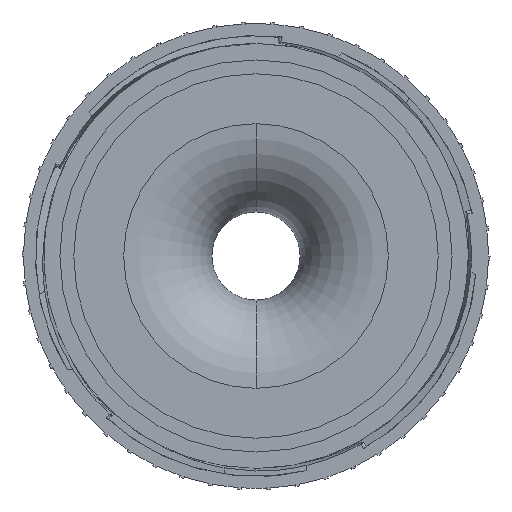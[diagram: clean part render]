
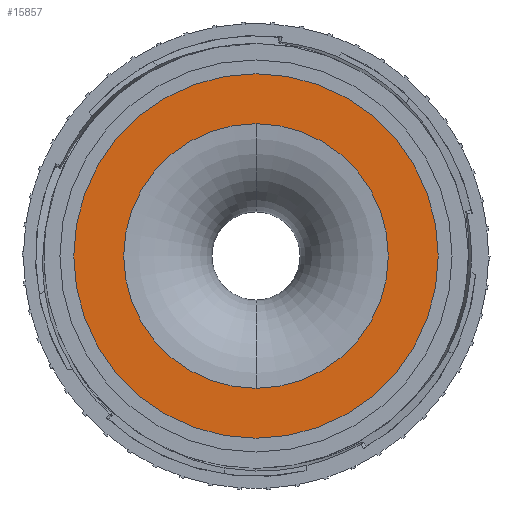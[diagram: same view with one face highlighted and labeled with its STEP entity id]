
A CAD part, front view. The second image highlights one B-rep face of the part: STEP entity #15857.
In plain terms, the highlighted planar face has unit normal (0, -1, 0).
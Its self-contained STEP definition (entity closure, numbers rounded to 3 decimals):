
#324 = VERTEX_POINT ( 'NONE', #5205 ) ;
#572 = AXIS2_PLACEMENT_3D ( 'NONE', #8182, #8239, #9673 ) ;
#607 = AXIS2_PLACEMENT_3D ( 'NONE', #7364, #2210, #7262 ) ;
#766 = AXIS2_PLACEMENT_3D ( 'NONE', #10977, #12220, #15905 ) ;
#1347 = EDGE_CURVE ( 'NONE', #324, #13377, #9859, .T. ) ;
#1537 = FACE_BOUND ( 'NONE', #9777, .T. ) ;
#1771 = EDGE_LOOP ( 'NONE', ( #13150, #6546 ) ) ;
#2210 = DIRECTION ( 'NONE',  ( 0., -1., 0. ) ) ;
#2707 = FACE_OUTER_BOUND ( 'NONE', #1771, .T. ) ;
#3006 = CIRCLE ( 'NONE', #13293, 22.5 ) ;
#4714 = ORIENTED_EDGE ( 'NONE', *, *, #15909, .T. ) ;
#5205 = CARTESIAN_POINT ( 'NONE',  ( 0., 12.3, 31. ) ) ;
#5332 = ORIENTED_EDGE ( 'NONE', *, *, #11032, .T. ) ;
#5848 = CARTESIAN_POINT ( 'NONE',  ( 0., 12.3, 0. ) ) ;
#6009 = DIRECTION ( 'NONE',  ( 0., 1., 0. ) ) ;
#6546 = ORIENTED_EDGE ( 'NONE', *, *, #1347, .T. ) ;
#6684 = CARTESIAN_POINT ( 'NONE',  ( 0., 12.3, -31. ) ) ;
#6689 = EDGE_CURVE ( 'NONE', #13377, #324, #10908, .T. ) ;
#6733 = VERTEX_POINT ( 'NONE', #15022 ) ;
#6945 = PLANE ( 'NONE',  #572 ) ;
#7262 = DIRECTION ( 'NONE',  ( 0., 0., 1. ) ) ;
#7364 = CARTESIAN_POINT ( 'NONE',  ( 0., 12.3, 0. ) ) ;
#7936 = DIRECTION ( 'NONE',  ( 0., 0., 1. ) ) ;
#8182 = CARTESIAN_POINT ( 'NONE',  ( 0., 12.3, 0. ) ) ;
#8239 = DIRECTION ( 'NONE',  ( 0., 1., 0. ) ) ;
#8631 = AXIS2_PLACEMENT_3D ( 'NONE', #5848, #6009, #12106 ) ;
#8882 = CARTESIAN_POINT ( 'NONE',  ( 0., 12.3, 0. ) ) ;
#9673 = DIRECTION ( 'NONE',  ( 0., 0., 1. ) ) ;
#9777 = EDGE_LOOP ( 'NONE', ( #4714, #5332 ) ) ;
#9859 = CIRCLE ( 'NONE', #607, 31. ) ;
#10614 = CIRCLE ( 'NONE', #8631, 22.5 ) ;
#10908 = CIRCLE ( 'NONE', #766, 31. ) ;
#10977 = CARTESIAN_POINT ( 'NONE',  ( 0., 12.3, 0. ) ) ;
#11032 = EDGE_CURVE ( 'NONE', #6733, #14677, #3006, .T. ) ;
#12106 = DIRECTION ( 'NONE',  ( 0., 0., 1. ) ) ;
#12220 = DIRECTION ( 'NONE',  ( 0., -1., 0. ) ) ;
#12800 = DIRECTION ( 'NONE',  ( 0., 1., 0. ) ) ;
#13150 = ORIENTED_EDGE ( 'NONE', *, *, #6689, .T. ) ;
#13293 = AXIS2_PLACEMENT_3D ( 'NONE', #8882, #12800, #7936 ) ;
#13377 = VERTEX_POINT ( 'NONE', #6684 ) ;
#14677 = VERTEX_POINT ( 'NONE', #14696 ) ;
#14696 = CARTESIAN_POINT ( 'NONE',  ( 0., 12.3, 22.5 ) ) ;
#15022 = CARTESIAN_POINT ( 'NONE',  ( 0., 12.3, -22.5 ) ) ;
#15857 = ADVANCED_FACE ( 'NONE', ( #1537, #2707 ), #6945, .F. ) ;
#15905 = DIRECTION ( 'NONE',  ( 0., 0., 1. ) ) ;
#15909 = EDGE_CURVE ( 'NONE', #14677, #6733, #10614, .T. ) ;
